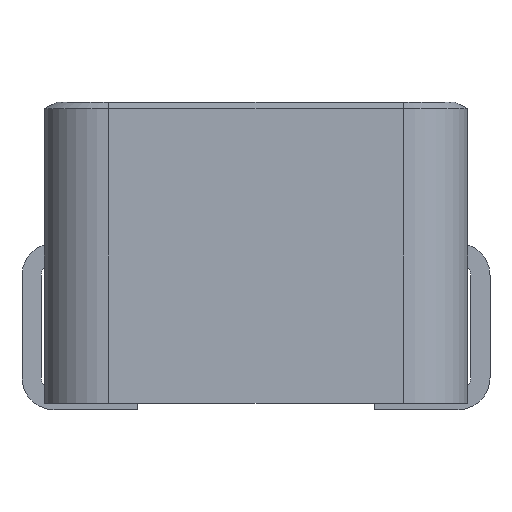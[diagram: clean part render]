
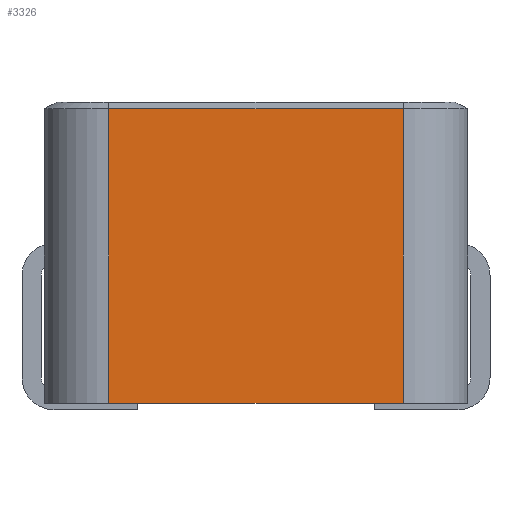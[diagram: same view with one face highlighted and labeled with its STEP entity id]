
A CAD part, front view. The second image highlights one B-rep face of the part: STEP entity #3326.
In plain terms, the highlighted planar face has unit normal (0, -1, 0).
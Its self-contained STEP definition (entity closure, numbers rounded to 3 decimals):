
#86=PLANE('',#3469);
#214=LINE('',#4512,#508);
#236=LINE('',#4561,#530);
#237=LINE('',#4565,#531);
#238=LINE('',#4566,#532);
#508=VECTOR('',#3677,1000.);
#530=VECTOR('',#3715,1000.);
#531=VECTOR('',#3720,1000.);
#532=VECTOR('',#3721,1000.);
#871=ORIENTED_EDGE('',*,*,#1554,.F.);
#872=ORIENTED_EDGE('',*,*,#1556,.T.);
#873=ORIENTED_EDGE('',*,*,#1529,.T.);
#874=ORIENTED_EDGE('',*,*,#1557,.T.);
#1529=EDGE_CURVE('',#1860,#1872,#214,.T.);
#1554=EDGE_CURVE('',#1857,#1891,#236,.T.);
#1556=EDGE_CURVE('',#1857,#1860,#237,.T.);
#1557=EDGE_CURVE('',#1872,#1891,#238,.T.);
#1857=VERTEX_POINT('',#4472);
#1860=VERTEX_POINT('',#4480);
#1872=VERTEX_POINT('',#4513);
#1891=VERTEX_POINT('',#4562);
#2107=EDGE_LOOP('',(#871,#872,#873,#874));
#2251=FACE_BOUND('',#2107,.T.);
#3326=ADVANCED_FACE('',(#2251),#86,.F.);
#3469=AXIS2_PLACEMENT_3D('',#4564,#3718,#3719);
#3677=DIRECTION('',(0.,0.,-1.));
#3715=DIRECTION('',(0.,0.,-1.));
#3718=DIRECTION('',(0.,1.,0.));
#3719=DIRECTION('',(-1.,0.,0.));
#3720=DIRECTION('',(-1.,0.,0.));
#3721=DIRECTION('',(1.,0.,0.));
#4472=CARTESIAN_POINT('',(2.3,-3.3,4.6));
#4480=CARTESIAN_POINT('',(-2.3,-3.3,4.6));
#4512=CARTESIAN_POINT('',(-2.3,-3.3,4.7));
#4513=CARTESIAN_POINT('',(-2.3,-3.3,0.));
#4561=CARTESIAN_POINT('',(2.3,-3.3,4.7));
#4562=CARTESIAN_POINT('',(2.3,-3.3,0.));
#4564=CARTESIAN_POINT('',(-3.3,-3.3,4.7));
#4565=CARTESIAN_POINT('',(-2.3,-3.3,4.6));
#4566=CARTESIAN_POINT('',(-3.3,-3.3,0.));
